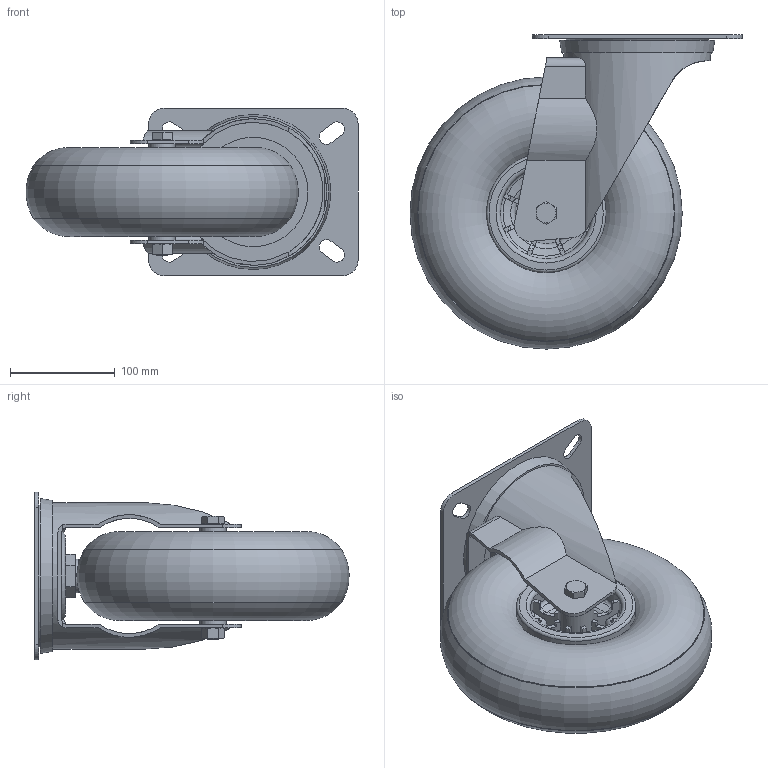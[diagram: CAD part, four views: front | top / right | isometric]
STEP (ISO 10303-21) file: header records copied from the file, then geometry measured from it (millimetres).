
FILE_DESCRIPTION( ( 'STEP AP214' ), ' ' );
FILE_NAME( '825602.stp', '2017-04-27T08:13:05', ( '' ), ( '' ), ' ', 'PARTsolutions', ' ' );
FILE_SCHEMA( ( 'AUTOMOTIVE_DESIGN { 1 0 10303 214 1 1 1 1 }' ) );
Length unit declared in the file: millimetre
Products named in the file (6): 825602; _822602; _Shaft 260-M12-85-25900; _SRP/NL 260; _Bolt M12-110(GREY); _Nut M12(GREY)
Assembly tree (5 placements, depth 2):
  825602
    _822602
    _Shaft 260-M12-85-25900
    _SRP/NL 260
    _Bolt M12-110(GREY)
    _Nut M12(GREY)
Bounding box: 316.93 x 299.93 x 160 mm (x, y, z)
Volume: 1984894.8 mm3; surface area: 494214.1 mm2
Topology: 5 solids, 6 shells, 427 faces, 1161 edges, 762 vertices
Faces by surface type: plane 173, cylinder 99, torus 95, cone 60
Full cylindrical faces by diameter (mm): 10 x1, 10.106 x1, 12 x2, 12.2 x2, 16.47 x1, 16.5 x1, 25 x3, 32 x1, 34 x2, 35 x1, 50 x1, 87.5 x2, 104.5 x1, 114 x2, 133 x1, 140 x1, 244.6 x2
Entity records: 18867 total; most frequent: CARTESIAN_POINT 4969, ORIENTED_EDGE 2202, DIRECTION 2087, EDGE_CURVE 1101, AXIS2_PLACEMENT_3D 831, VERTEX_POINT 753, EDGE_LOOP 510, FACE_OUTER_BOUND 464
